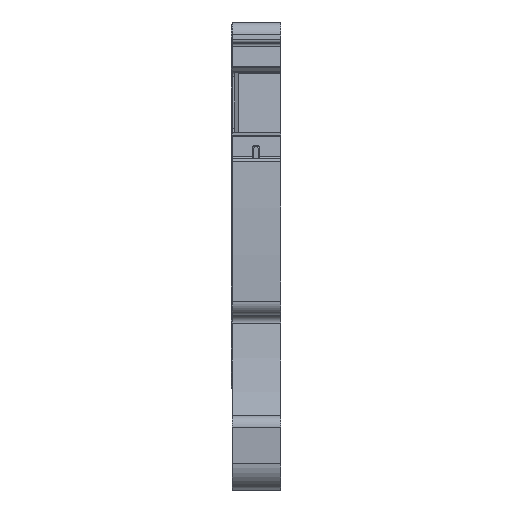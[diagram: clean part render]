
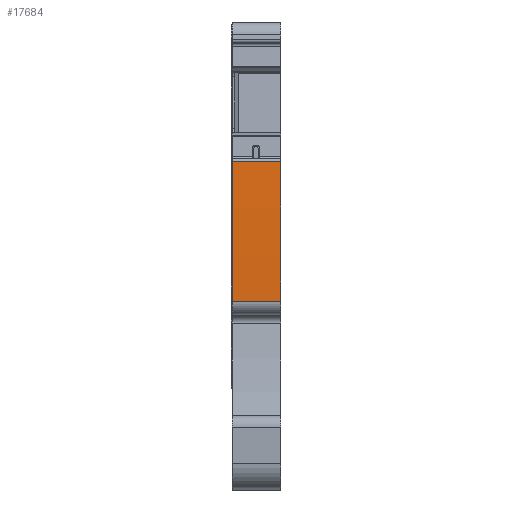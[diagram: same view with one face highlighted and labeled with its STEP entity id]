
A CAD part, front view. The second image highlights one B-rep face of the part: STEP entity #17684.
In plain terms, the highlighted cylindrical face has radius 122.182 mm (diameter 244.364 mm), a partial arc.
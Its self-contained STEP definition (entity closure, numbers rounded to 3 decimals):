
#11541=AXIS2_PLACEMENT_3D('Circle Axis2P3D',#11539,#11540,$) ;
#17664=AXIS2_PLACEMENT_3D('Cylinder Axis2P3D',#17661,#17662,#17663) ;
#17668=AXIS2_PLACEMENT_3D('Circle Axis2P3D',#17666,#17667,$) ;
#11536=CARTESIAN_POINT('Vertex',(0.05,1.533,13.45)) ;
#11539=CARTESIAN_POINT('Axis2P3D Location',(0.05,123.661,17.106)) ;
#11543=CARTESIAN_POINT('Vertex',(0.05,1.642,23.414)) ;
#17645=CARTESIAN_POINT('Vertex',(3.5,1.533,13.45)) ;
#17648=CARTESIAN_POINT('Line Origine',(1.775,1.533,13.45)) ;
#17661=CARTESIAN_POINT('Axis2P3D Location',(1.75,123.661,17.106)) ;
#17666=CARTESIAN_POINT('Axis2P3D Location',(3.5,123.661,17.106)) ;
#17670=CARTESIAN_POINT('Vertex',(3.5,1.642,23.414)) ;
#17673=CARTESIAN_POINT('Line Origine',(1.75,1.642,23.414)) ;
#11540=DIRECTION('Axis2P3D Direction',(-1.,0.,0.)) ;
#17649=DIRECTION('Vector Direction',(1.,0.,0.)) ;
#17662=DIRECTION('Axis2P3D Direction',(1.,0.,0.)) ;
#17663=DIRECTION('Axis2P3D XDirection',(0.,-0.992,0.126)) ;
#17667=DIRECTION('Axis2P3D Direction',(1.,0.,0.)) ;
#17674=DIRECTION('Vector Direction',(1.,0.,0.)) ;
#17650=VECTOR('Line Direction',#17649,1.) ;
#17675=VECTOR('Line Direction',#17674,1.) ;
#17679=ORIENTED_EDGE('',*,*,#17652,.T.) ;
#17680=ORIENTED_EDGE('',*,*,#17672,.F.) ;
#17681=ORIENTED_EDGE('',*,*,#17677,.F.) ;
#17682=ORIENTED_EDGE('',*,*,#11545,.F.) ;
#17684=ADVANCED_FACE('PartBody',(#17683),#17665,.T.) ;
#11542=CIRCLE('generated circle',#11541,122.182) ;
#17669=CIRCLE('generated circle',#17668,122.182) ;
#17665=CYLINDRICAL_SURFACE('generated cylinder',#17664,122.182) ;
#11545=EDGE_CURVE('',#11537,#11544,#11542,.T.) ;
#17652=EDGE_CURVE('',#11537,#17646,#17651,.T.) ;
#17672=EDGE_CURVE('',#17671,#17646,#17669,.T.) ;
#17677=EDGE_CURVE('',#11544,#17671,#17676,.T.) ;
#17678=EDGE_LOOP('',(#17679,#17680,#17681,#17682)) ;
#17683=FACE_OUTER_BOUND('',#17678,.T.) ;
#17651=LINE('Line',#17648,#17650) ;
#17676=LINE('Line',#17673,#17675) ;
#11537=VERTEX_POINT('',#11536) ;
#11544=VERTEX_POINT('',#11543) ;
#17646=VERTEX_POINT('',#17645) ;
#17671=VERTEX_POINT('',#17670) ;
